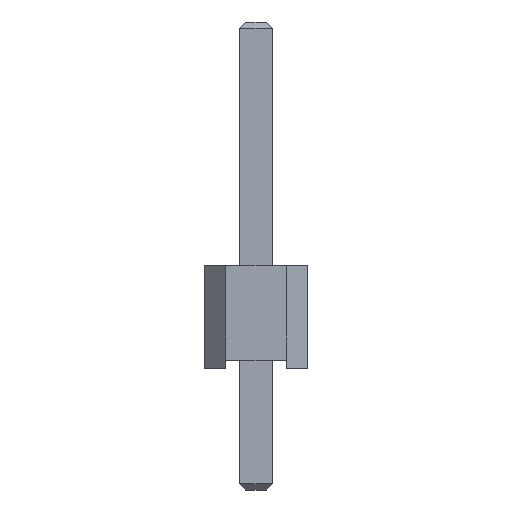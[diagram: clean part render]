
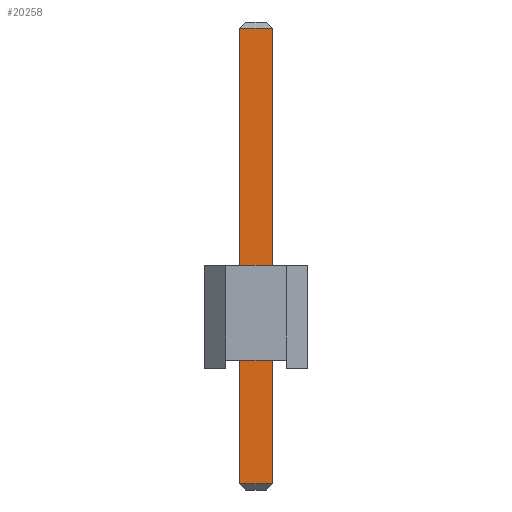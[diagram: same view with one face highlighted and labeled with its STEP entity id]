
A CAD part, front view. The second image highlights one B-rep face of the part: STEP entity #20258.
In plain terms, the highlighted planar face has unit normal (0, -1, 0).
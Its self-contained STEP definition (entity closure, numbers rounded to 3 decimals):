
#19846 = PLANE('',#19847);
#19847 = AXIS2_PLACEMENT_3D('',#19848,#19849,#19850);
#19848 = CARTESIAN_POINT('',(-0.4,-0.4,-3.));
#19849 = DIRECTION('',(-1.,0.,0.));
#19850 = DIRECTION('',(0.,1.,0.));
#19902 = PLANE('',#19903);
#19903 = AXIS2_PLACEMENT_3D('',#19904,#19905,#19906);
#19904 = CARTESIAN_POINT('',(0.4,0.4,-3.));
#19905 = DIRECTION('',(1.,0.,0.));
#19906 = DIRECTION('',(0.,-1.,0.));
#19943 = EDGE_CURVE('',#19944,#19946,#19948,.T.);
#19944 = VERTEX_POINT('',#19945);
#19945 = CARTESIAN_POINT('',(-0.4,-0.4,-2.85));
#19946 = VERTEX_POINT('',#19947);
#19947 = CARTESIAN_POINT('',(-0.4,-0.4,8.39));
#19948 = SURFACE_CURVE('',#19949,(#19953,#19960),.PCURVE_S1.);
#19949 = LINE('',#19950,#19951);
#19950 = CARTESIAN_POINT('',(-0.4,-0.4,-3.));
#19951 = VECTOR('',#19952,1.);
#19952 = DIRECTION('',(0.,0.,1.));
#19953 = PCURVE('',#19846,#19954);
#19954 = DEFINITIONAL_REPRESENTATION('',(#19955),#19959);
#19955 = LINE('',#19956,#19957);
#19956 = CARTESIAN_POINT('',(0.,0.));
#19957 = VECTOR('',#19958,1.);
#19958 = DIRECTION('',(0.,-1.));
#19959 = ( GEOMETRIC_REPRESENTATION_CONTEXT(2) 
PARAMETRIC_REPRESENTATION_CONTEXT() REPRESENTATION_CONTEXT('2D SPACE',''
  ) );
#19960 = PCURVE('',#19961,#19966);
#19961 = PLANE('',#19962);
#19962 = AXIS2_PLACEMENT_3D('',#19963,#19964,#19965);
#19963 = CARTESIAN_POINT('',(0.4,-0.4,-3.));
#19964 = DIRECTION('',(0.,-1.,0.));
#19965 = DIRECTION('',(-1.,0.,0.));
#19966 = DEFINITIONAL_REPRESENTATION('',(#19967),#19971);
#19967 = LINE('',#19968,#19969);
#19968 = CARTESIAN_POINT('',(0.8,0.));
#19969 = VECTOR('',#19970,1.);
#19970 = DIRECTION('',(0.,-1.));
#19971 = ( GEOMETRIC_REPRESENTATION_CONTEXT(2) 
PARAMETRIC_REPRESENTATION_CONTEXT() REPRESENTATION_CONTEXT('2D SPACE',''
  ) );
#20193 = VERTEX_POINT('',#20194);
#20194 = CARTESIAN_POINT('',(0.4,-0.4,8.39));
#20215 = EDGE_CURVE('',#20216,#20193,#20218,.T.);
#20216 = VERTEX_POINT('',#20217);
#20217 = CARTESIAN_POINT('',(0.4,-0.4,-2.85));
#20218 = SURFACE_CURVE('',#20219,(#20223,#20230),.PCURVE_S1.);
#20219 = LINE('',#20220,#20221);
#20220 = CARTESIAN_POINT('',(0.4,-0.4,-3.));
#20221 = VECTOR('',#20222,1.);
#20222 = DIRECTION('',(0.,0.,1.));
#20223 = PCURVE('',#19902,#20224);
#20224 = DEFINITIONAL_REPRESENTATION('',(#20225),#20229);
#20225 = LINE('',#20226,#20227);
#20226 = CARTESIAN_POINT('',(0.8,0.));
#20227 = VECTOR('',#20228,1.);
#20228 = DIRECTION('',(0.,-1.));
#20229 = ( GEOMETRIC_REPRESENTATION_CONTEXT(2) 
PARAMETRIC_REPRESENTATION_CONTEXT() REPRESENTATION_CONTEXT('2D SPACE',''
  ) );
#20230 = PCURVE('',#19961,#20231);
#20231 = DEFINITIONAL_REPRESENTATION('',(#20232),#20236);
#20232 = LINE('',#20233,#20234);
#20233 = CARTESIAN_POINT('',(0.,-0.));
#20234 = VECTOR('',#20235,1.);
#20235 = DIRECTION('',(0.,-1.));
#20236 = ( GEOMETRIC_REPRESENTATION_CONTEXT(2) 
PARAMETRIC_REPRESENTATION_CONTEXT() REPRESENTATION_CONTEXT('2D SPACE',''
  ) );
#20258 = ADVANCED_FACE('',(#20259),#19961,.T.);
#20259 = FACE_BOUND('',#20260,.T.);
#20260 = EDGE_LOOP('',(#20261,#20262,#20288,#20289));
#20261 = ORIENTED_EDGE('',*,*,#20215,.T.);
#20262 = ORIENTED_EDGE('',*,*,#20263,.T.);
#20263 = EDGE_CURVE('',#20193,#19946,#20264,.T.);
#20264 = SURFACE_CURVE('',#20265,(#20269,#20276),.PCURVE_S1.);
#20265 = LINE('',#20266,#20267);
#20266 = CARTESIAN_POINT('',(0.4,-0.4,8.39));
#20267 = VECTOR('',#20268,1.);
#20268 = DIRECTION('',(-1.,0.,0.));
#20269 = PCURVE('',#19961,#20270);
#20270 = DEFINITIONAL_REPRESENTATION('',(#20271),#20275);
#20271 = LINE('',#20272,#20273);
#20272 = CARTESIAN_POINT('',(0.,-11.39));
#20273 = VECTOR('',#20274,1.);
#20274 = DIRECTION('',(1.,0.));
#20275 = ( GEOMETRIC_REPRESENTATION_CONTEXT(2) 
PARAMETRIC_REPRESENTATION_CONTEXT() REPRESENTATION_CONTEXT('2D SPACE',''
  ) );
#20276 = PCURVE('',#20277,#20282);
#20277 = PLANE('',#20278);
#20278 = AXIS2_PLACEMENT_3D('',#20279,#20280,#20281);
#20279 = CARTESIAN_POINT('',(0.4,-0.325,8.465));
#20280 = DIRECTION('',(0.,-0.707,0.707));
#20281 = DIRECTION('',(1.,0.,0.));
#20282 = DEFINITIONAL_REPRESENTATION('',(#20283),#20287);
#20283 = LINE('',#20284,#20285);
#20284 = CARTESIAN_POINT('',(-0.,-0.106));
#20285 = VECTOR('',#20286,1.);
#20286 = DIRECTION('',(-1.,0.));
#20287 = ( GEOMETRIC_REPRESENTATION_CONTEXT(2) 
PARAMETRIC_REPRESENTATION_CONTEXT() REPRESENTATION_CONTEXT('2D SPACE',''
  ) );
#20288 = ORIENTED_EDGE('',*,*,#19943,.F.);
#20289 = ORIENTED_EDGE('',*,*,#20290,.F.);
#20290 = EDGE_CURVE('',#20216,#19944,#20291,.T.);
#20291 = SURFACE_CURVE('',#20292,(#20296,#20303),.PCURVE_S1.);
#20292 = LINE('',#20293,#20294);
#20293 = CARTESIAN_POINT('',(0.4,-0.4,-2.85));
#20294 = VECTOR('',#20295,1.);
#20295 = DIRECTION('',(-1.,0.,0.));
#20296 = PCURVE('',#19961,#20297);
#20297 = DEFINITIONAL_REPRESENTATION('',(#20298),#20302);
#20298 = LINE('',#20299,#20300);
#20299 = CARTESIAN_POINT('',(0.,-0.15));
#20300 = VECTOR('',#20301,1.);
#20301 = DIRECTION('',(1.,0.));
#20302 = ( GEOMETRIC_REPRESENTATION_CONTEXT(2) 
PARAMETRIC_REPRESENTATION_CONTEXT() REPRESENTATION_CONTEXT('2D SPACE',''
  ) );
#20303 = PCURVE('',#20304,#20309);
#20304 = PLANE('',#20305);
#20305 = AXIS2_PLACEMENT_3D('',#20306,#20307,#20308);
#20306 = CARTESIAN_POINT('',(0.4,-0.325,-2.925));
#20307 = DIRECTION('',(0.,0.707,0.707)
  );
#20308 = DIRECTION('',(1.,0.,0.));
#20309 = DEFINITIONAL_REPRESENTATION('',(#20310),#20314);
#20310 = LINE('',#20311,#20312);
#20311 = CARTESIAN_POINT('',(-0.,-0.106));
#20312 = VECTOR('',#20313,1.);
#20313 = DIRECTION('',(-1.,0.));
#20314 = ( GEOMETRIC_REPRESENTATION_CONTEXT(2) 
PARAMETRIC_REPRESENTATION_CONTEXT() REPRESENTATION_CONTEXT('2D SPACE',''
  ) );
